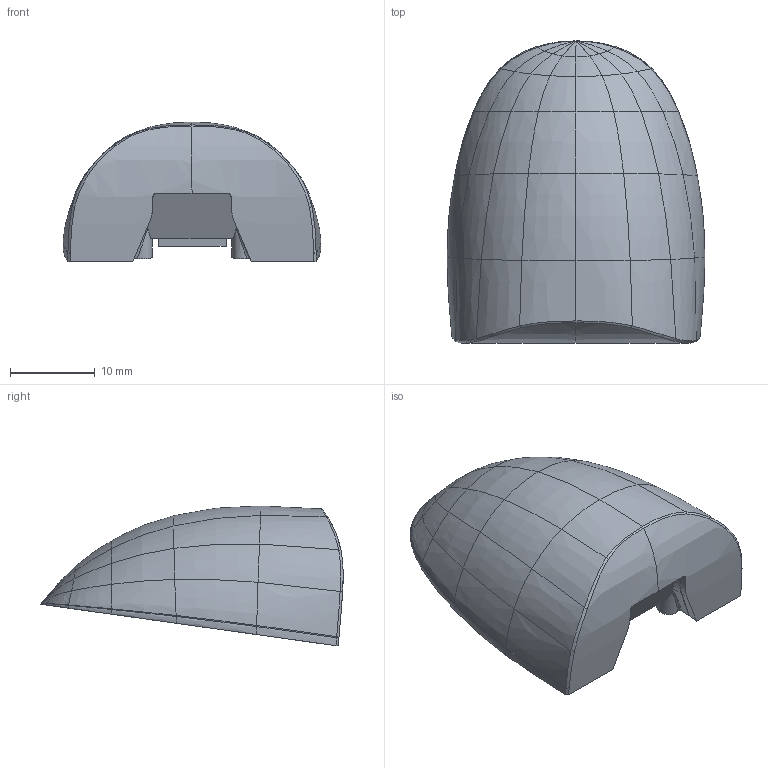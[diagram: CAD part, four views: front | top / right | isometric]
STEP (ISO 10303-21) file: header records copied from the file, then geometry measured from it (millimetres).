
FILE_DESCRIPTION((''),'2;1');
FILE_NAME('30MM','2025-07-24T10:06:56',('hesifan'),(''),'CREO PARAMETRIC BY PTC INC, 2022073','CREO PARAMETRIC BY PTC INC, 2022073','');
FILE_SCHEMA(('CONFIG_CONTROL_DESIGN'));
Length unit declared in the file: millimetre
Products named in the file (1): 30MM
Bounding box: 30.35 x 35.58 x 16.47 mm (x, y, z)
Volume: 8516.1 mm3; surface area: 3524.8 mm2
Topology: 1 solids, 3 shells, 631 faces, 1804 edges, 1163 vertices
Faces by surface type: plane 399, cylinder 114, bspline 108, torus 6, extrusion 4
Entity records: 26008 total; most frequent: CARTESIAN_POINT 10341, ORIENTED_EDGE 3584, DIRECTION 2738, EDGE_CURVE 1792, VECTOR 1282, LINE 1278, VERTEX_POINT 1163, AXIS2_PLACEMENT_3D 728
